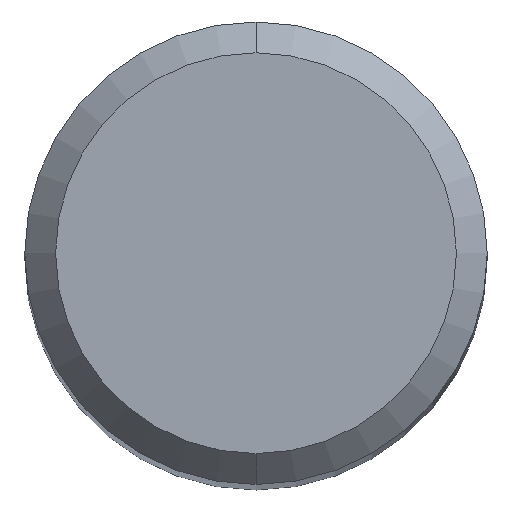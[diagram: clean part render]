
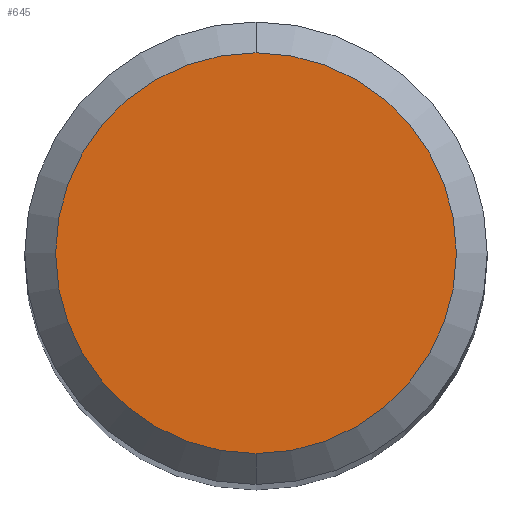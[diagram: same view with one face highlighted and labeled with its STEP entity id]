
A CAD part, top view. The second image highlights one B-rep face of the part: STEP entity #645.
In plain terms, the highlighted planar face has unit normal (0, 0, 1).
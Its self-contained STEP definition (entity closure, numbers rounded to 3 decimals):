
#437=VERTEX_POINT('',#1018);
#645=ADVANCED_FACE('',(#1247),#1248,.T.);
#739=EDGE_CURVE('',#437,#819,#1351,.T.);
#753=EDGE_CURVE('',#819,#437,#1367,.T.);
#819=VERTEX_POINT('',#1439);
#1018=CARTESIAN_POINT('',(0.0,2.6,0.0));
#1247=FACE_OUTER_BOUND('',#3260,.T.);
#1248=PLANE('',#3261);
#1351=CIRCLE('',#4966,2.6);
#1367=CIRCLE('',#4992,2.6);
#1439=CARTESIAN_POINT('',(0.,-2.6,0.0));
#3260=EDGE_LOOP('',(#5714,#5715));
#3261=AXIS2_PLACEMENT_3D('',#5716,#5717,#5718);
#4966=AXIS2_PLACEMENT_3D('',#5825,#5826,#5827);
#4992=AXIS2_PLACEMENT_3D('',#5849,#5850,#5851);
#5714=ORIENTED_EDGE('',*,*,#739,.F.);
#5715=ORIENTED_EDGE('',*,*,#753,.F.);
#5716=CARTESIAN_POINT('',(0.0,1.3,0.0));
#5717=DIRECTION('',(-0.0,0.0,1.0));
#5718=DIRECTION('',(0.0,-1.0,0.0));
#5825=CARTESIAN_POINT('',(0.0,0.0,0.0));
#5826=DIRECTION('',(0.0,0.0,-1.0));
#5827=DIRECTION('',(0.0,1.0,0.0));
#5849=CARTESIAN_POINT('',(0.0,0.0,0.0));
#5850=DIRECTION('',(0.0,0.0,-1.0));
#5851=DIRECTION('',(0.0,1.0,0.0));
